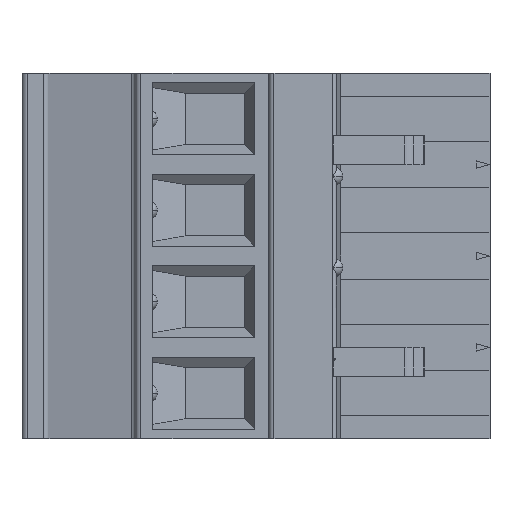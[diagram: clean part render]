
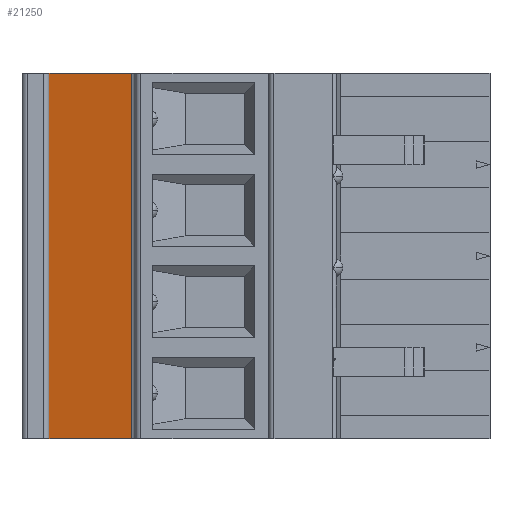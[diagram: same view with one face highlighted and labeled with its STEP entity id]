
A CAD part, left-side view. The second image highlights one B-rep face of the part: STEP entity #21250.
In plain terms, the highlighted planar face has unit normal (-0.966, 0.259, 0).
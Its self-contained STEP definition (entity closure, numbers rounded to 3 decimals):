
#8730=CARTESIAN_POINT('',(6.328,92.815,
   -2.38));
#8740=VERTEX_POINT('',#8730);
#8770=CARTESIAN_POINT('',(-6.229,45.95
   ,-2.38));
#8780=DIRECTION('',(-0.259,-0.966,
   0.));
#8790=VECTOR('',#8780,1.);
#8800=LINE('',#8770,#8790);
#8810=CARTESIAN_POINT('',(7.555,97.393,
   -2.38));
#8820=VERTEX_POINT('',#8810);
#8830=EDGE_CURVE('',#8820,#8740,#8800,.T.);
#20950=CARTESIAN_POINT('',(7.555,97.393
   ,-20.16));
#20960=DIRECTION('',(-0.966,0.259,
   0.));
#20970=DIRECTION('',(-0.259,-0.966,
   0.));
#20980=AXIS2_PLACEMENT_3D('',#20950,#20960,#20970);
#20990=PLANE('',#20980);
#21000=CARTESIAN_POINT('',(-6.229,
   45.95,-22.7));
#21010=DIRECTION('',(0.259,0.966,
   0.));
#21020=VECTOR('',#21010,1.);
#21030=LINE('',#21000,#21020);
#21040=CARTESIAN_POINT('',(6.328,92.815
   ,-22.7));
#21050=VERTEX_POINT('',#21040);
#21060=CARTESIAN_POINT('',(7.555,97.393
   ,-22.7));
#21070=VERTEX_POINT('',#21060);
#21080=EDGE_CURVE('',#21050,#21070,#21030,.T.);
#21090=ORIENTED_EDGE('',*,*,#21080,.F.);
#21100=CARTESIAN_POINT('',(7.555,97.393
   ,-10.));
#21110=DIRECTION('',(0.,0.,
   1.));
#21120=VECTOR('',#21110,1.);
#21130=LINE('',#21100,#21120);
#21140=EDGE_CURVE('',#21070,#8820,#21130,.T.);
#21150=ORIENTED_EDGE('',*,*,#21140,.F.);
#21160=ORIENTED_EDGE('',*,*,#8830,.F.);
#21170=CARTESIAN_POINT('',(6.328,92.815
   ,-10.));
#21180=DIRECTION('',(0.,0.,
   -1.));
#21190=VECTOR('',#21180,1.);
#21200=LINE('',#21170,#21190);
#21210=EDGE_CURVE('',#8740,#21050,#21200,.T.);
#21220=ORIENTED_EDGE('',*,*,#21210,.F.);
#21230=EDGE_LOOP('',(#21220,#21160,#21150,#21090));
#21240=FACE_OUTER_BOUND('',#21230,.T.);
#21250=ADVANCED_FACE('',(#21240),#20990,.T.);
